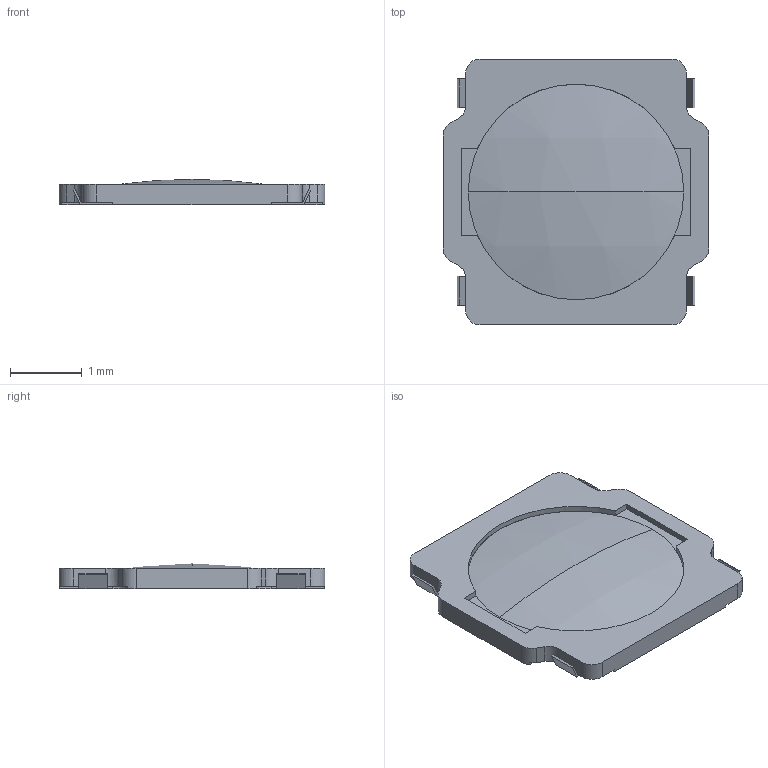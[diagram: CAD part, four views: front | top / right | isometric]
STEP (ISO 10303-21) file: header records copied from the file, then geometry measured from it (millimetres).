
FILE_DESCRIPTION (( 'STEP AP214' ), '1' );
FILE_NAME ('Download_STP_430173003816 (rev1).STEP', '2024-10-30T08:25:15', ( '' ), ( '' ), 'SwSTEP 2.0', 'SolidWorks 2021', '' );
FILE_SCHEMA (( 'AUTOMOTIVE_DESIGN' ));
Length unit declared in the file: millimetre
Products named in the file (1): Download_STP_430173003816 (rev1)
Bounding box: 3.7 x 3.7 x 0.35 mm (x, y, z)
Volume: 3.2 mm3; surface area: 45.2 mm2
Topology: 2 solids, 2 shells, 134 faces, 345 edges, 228 vertices
Faces by surface type: plane 85, cylinder 45, sphere 4
Entity records: 5604 total; most frequent: DIRECTION 721, CARTESIAN_POINT 708, ORIENTED_EDGE 690, EDGE_CURVE 345, AXIS2_PLACEMENT_3D 241, LINE 239, VECTOR 239, VERTEX_POINT 228
